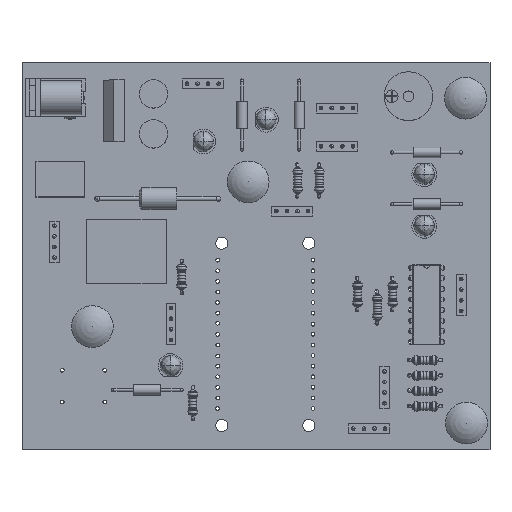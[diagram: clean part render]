
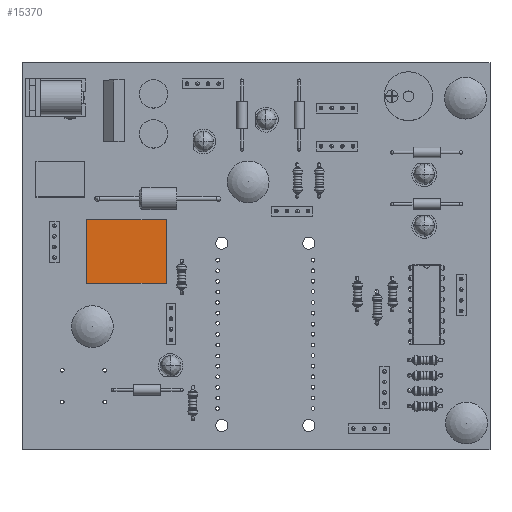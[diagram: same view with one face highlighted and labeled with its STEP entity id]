
A CAD part, top view. The second image highlights one B-rep face of the part: STEP entity #15370.
In plain terms, the highlighted planar face has unit normal (0, 0, 1).
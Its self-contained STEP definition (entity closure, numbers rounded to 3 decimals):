
#15241 = VERTEX_POINT('',#15242);
#15242 = CARTESIAN_POINT('',(-9.5,7.6,15.));
#15248 = EDGE_CURVE('',#15241,#15249,#15251,.T.);
#15249 = VERTEX_POINT('',#15250);
#15250 = CARTESIAN_POINT('',(9.5,7.6,15.));
#15251 = LINE('',#15252,#15253);
#15252 = CARTESIAN_POINT('',(-9.5,7.6,15.));
#15253 = VECTOR('',#15254,1.);
#15254 = DIRECTION('',(1.,0.,0.));
#15279 = EDGE_CURVE('',#15249,#15280,#15282,.T.);
#15280 = VERTEX_POINT('',#15281);
#15281 = CARTESIAN_POINT('',(9.5,-7.6,15.));
#15282 = LINE('',#15283,#15284);
#15283 = CARTESIAN_POINT('',(9.5,7.6,15.));
#15284 = VECTOR('',#15285,1.);
#15285 = DIRECTION('',(0.,-1.,0.));
#15310 = EDGE_CURVE('',#15280,#15311,#15313,.T.);
#15311 = VERTEX_POINT('',#15312);
#15312 = CARTESIAN_POINT('',(-9.5,-7.6,15.));
#15313 = LINE('',#15314,#15315);
#15314 = CARTESIAN_POINT('',(9.5,-7.6,15.));
#15315 = VECTOR('',#15316,1.);
#15316 = DIRECTION('',(-1.,0.,0.));
#15341 = EDGE_CURVE('',#15311,#15241,#15342,.T.);
#15342 = LINE('',#15343,#15344);
#15343 = CARTESIAN_POINT('',(-9.5,-7.6,15.));
#15344 = VECTOR('',#15345,1.);
#15345 = DIRECTION('',(0.,1.,0.));
#15370 = ADVANCED_FACE('',(#15371),#15377,.T.);
#15371 = FACE_BOUND('',#15372,.F.);
#15372 = EDGE_LOOP('',(#15373,#15374,#15375,#15376));
#15373 = ORIENTED_EDGE('',*,*,#15248,.T.);
#15374 = ORIENTED_EDGE('',*,*,#15279,.T.);
#15375 = ORIENTED_EDGE('',*,*,#15310,.T.);
#15376 = ORIENTED_EDGE('',*,*,#15341,.T.);
#15377 = PLANE('',#15378);
#15378 = AXIS2_PLACEMENT_3D('',#15379,#15380,#15381);
#15379 = CARTESIAN_POINT('',(-9.5,7.6,15.));
#15380 = DIRECTION('',(0.,0.,1.));
#15381 = DIRECTION('',(1.,0.,0.));
